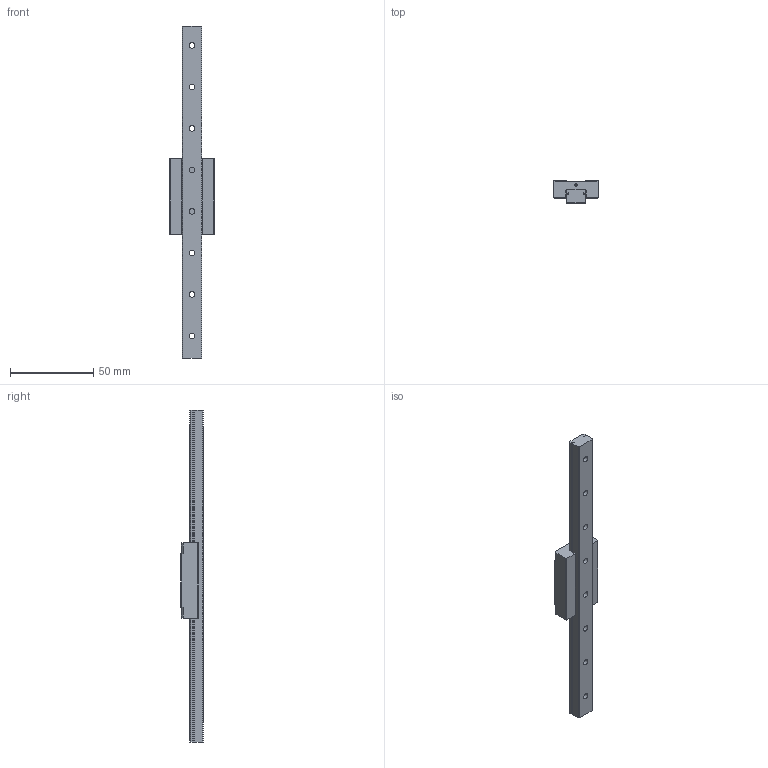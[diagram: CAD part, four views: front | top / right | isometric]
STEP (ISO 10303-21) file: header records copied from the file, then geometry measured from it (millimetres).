
FILE_DESCRIPTION(('FreeCAD Model'),'2;1');
FILE_NAME('MGN12H_200.stp','2020-12-13T11:15:19',('Author'),(''), 'Open CASCADE STEP processor 7.3','FreeCAD','Unknown');
FILE_SCHEMA(('CONFIG_CONTROL_DESIGN','SHAPE_APPEARANCE_LAYER_MIM'));
Length unit declared in the file: millimetre
Products named in the file (4): MGN12H; rail; Cut; carriage
Assembly tree (3 placements, depth 3):
  MGN12H
    rail
      Cut
    carriage
Bounding box: 27 x 13.3 x 200 mm (x, y, z)
Volume: 26546.4 mm3; surface area: 14810 mm2
Topology: 2 solids, 2 shells, 102 faces, 248 edges, 164 vertices
Faces by surface type: plane 74, cylinder 24, cone 4
Full cylindrical faces by diameter (mm): 1.4 x2, 3 x4, 3.5 x8, 6 x8
Entity records: 6459 total; most frequent: CARTESIAN_POINT 1152, DIRECTION 985, LINE 644, VECTOR 644, ORIENTED_EDGE 496, PCURVE 496, DEFINITIONAL_REPRESENTATION 496, EDGE_CURVE 248
